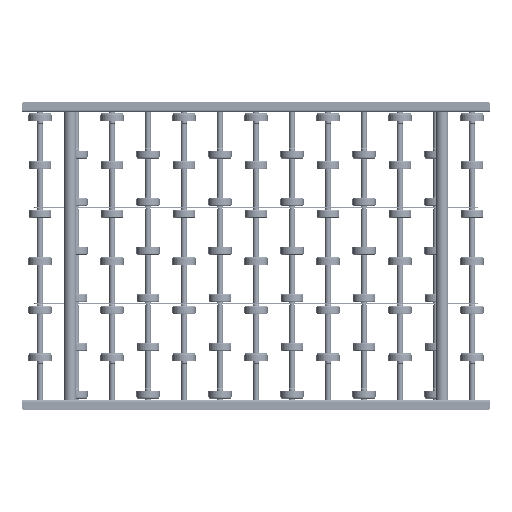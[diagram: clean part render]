
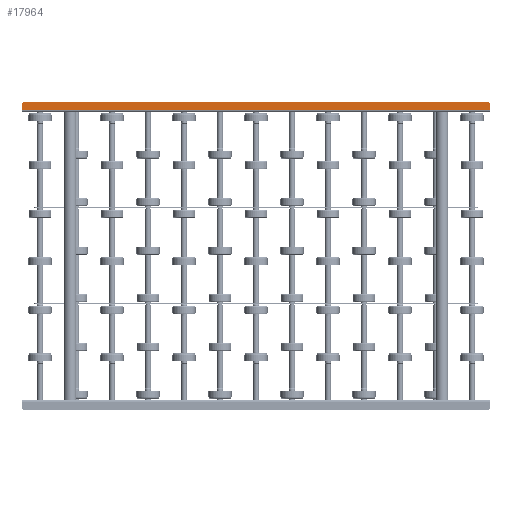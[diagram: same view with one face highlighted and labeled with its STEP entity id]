
A CAD part, front view. The second image highlights one B-rep face of the part: STEP entity #17964.
In plain terms, the highlighted planar face has unit normal (0, -1, 0).
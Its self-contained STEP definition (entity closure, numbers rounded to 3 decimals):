
#371 = EDGE_CURVE ( 'NONE', #21868, #10346, #12049, .T. ) ;
#408 = EDGE_LOOP ( 'NONE', ( #20929, #22166, #13839, #19082, #8267, #20878 ) ) ;
#835 = CARTESIAN_POINT ( 'NONE',  ( 975., -70., 20. ) ) ;
#1328 = DIRECTION ( 'NONE',  ( 0., -1., 0. ) ) ;
#2148 = PLANE ( 'NONE',  #12156 ) ;
#3806 = EDGE_CURVE ( 'NONE', #5681, #11383, #9691, .T. ) ;
#4319 = LINE ( 'NONE', #18519, #5127 ) ;
#5015 = AXIS2_PLACEMENT_3D ( 'NONE', #17624, #1328, #20845 ) ;
#5035 = VERTEX_POINT ( 'NONE', #10996 ) ;
#5073 = CARTESIAN_POINT ( 'NONE',  ( 971., -70., 16. ) ) ;
#5127 = VECTOR ( 'NONE', #12698, 1000. ) ;
#5532 = CARTESIAN_POINT ( 'NONE',  ( 0., -70., 0. ) ) ;
#5656 = EDGE_CURVE ( 'NONE', #12867, #10346, #4319, .T. ) ;
#5681 = VERTEX_POINT ( 'NONE', #11078 ) ;
#5794 = EDGE_CURVE ( 'NONE', #21868, #11383, #8141, .T. ) ;
#6823 = VECTOR ( 'NONE', #21924, 1000. ) ;
#7584 = CARTESIAN_POINT ( 'NONE',  ( 0., -70., 16. ) ) ;
#7830 = LINE ( 'NONE', #14925, #13121 ) ;
#7859 = LINE ( 'NONE', #12857, #6823 ) ;
#8141 = LINE ( 'NONE', #835, #15254 ) ;
#8267 = ORIENTED_EDGE ( 'NONE', *, *, #5656, .F. ) ;
#8796 = EDGE_CURVE ( 'NONE', #5681, #5035, #7859, .T. ) ;
#9688 = DIRECTION ( 'NONE',  ( 1., 0., 0. ) ) ;
#9691 = CIRCLE ( 'NONE', #15645, 4. ) ;
#9779 = DIRECTION ( 'NONE',  ( 1., 0., 0. ) ) ;
#10346 = VERTEX_POINT ( 'NONE', #7584 ) ;
#10989 = DIRECTION ( 'NONE',  ( 0., -1., 0. ) ) ;
#10996 = CARTESIAN_POINT ( 'NONE',  ( 975., -70., 4. ) ) ;
#11078 = CARTESIAN_POINT ( 'NONE',  ( 975., -70., 16. ) ) ;
#11383 = VERTEX_POINT ( 'NONE', #20764 ) ;
#12049 = CIRCLE ( 'NONE', #5015, 4. ) ;
#12156 = AXIS2_PLACEMENT_3D ( 'NONE', #5532, #10989, #21217 ) ;
#12698 = DIRECTION ( 'NONE',  ( 0., 0., 1. ) ) ;
#12857 = CARTESIAN_POINT ( 'NONE',  ( 975., -70., 2. ) ) ;
#12867 = VERTEX_POINT ( 'NONE', #15816 ) ;
#13121 = VECTOR ( 'NONE', #9688, 1000. ) ;
#13839 = ORIENTED_EDGE ( 'NONE', *, *, #5794, .F. ) ;
#14246 = DIRECTION ( 'NONE',  ( 0., -1., 0. ) ) ;
#14255 = EDGE_CURVE ( 'NONE', #12867, #5035, #7830, .T. ) ;
#14925 = CARTESIAN_POINT ( 'NONE',  ( 0., -70., 4. ) ) ;
#15254 = VECTOR ( 'NONE', #9779, 1000. ) ;
#15629 = CARTESIAN_POINT ( 'NONE',  ( 4., -70., 20. ) ) ;
#15645 = AXIS2_PLACEMENT_3D ( 'NONE', #5073, #14246, #21333 ) ;
#15816 = CARTESIAN_POINT ( 'NONE',  ( 0., -70., 4. ) ) ;
#17624 = CARTESIAN_POINT ( 'NONE',  ( 4., -70., 16. ) ) ;
#17964 = ADVANCED_FACE ( 'NONE', ( #19819 ), #2148, .T. ) ;
#18519 = CARTESIAN_POINT ( 'NONE',  ( 0., -70., 20. ) ) ;
#19082 = ORIENTED_EDGE ( 'NONE', *, *, #371, .T. ) ;
#19819 = FACE_OUTER_BOUND ( 'NONE', #408, .T. ) ;
#20764 = CARTESIAN_POINT ( 'NONE',  ( 971., -70., 20. ) ) ;
#20845 = DIRECTION ( 'NONE',  ( 0., 0., -1. ) ) ;
#20878 = ORIENTED_EDGE ( 'NONE', *, *, #14255, .T. ) ;
#20929 = ORIENTED_EDGE ( 'NONE', *, *, #8796, .F. ) ;
#21217 = DIRECTION ( 'NONE',  ( 0., 0., -1. ) ) ;
#21333 = DIRECTION ( 'NONE',  ( 0., 0., -1. ) ) ;
#21868 = VERTEX_POINT ( 'NONE', #15629 ) ;
#21924 = DIRECTION ( 'NONE',  ( 0., 0., -1. ) ) ;
#22166 = ORIENTED_EDGE ( 'NONE', *, *, #3806, .T. ) ;
